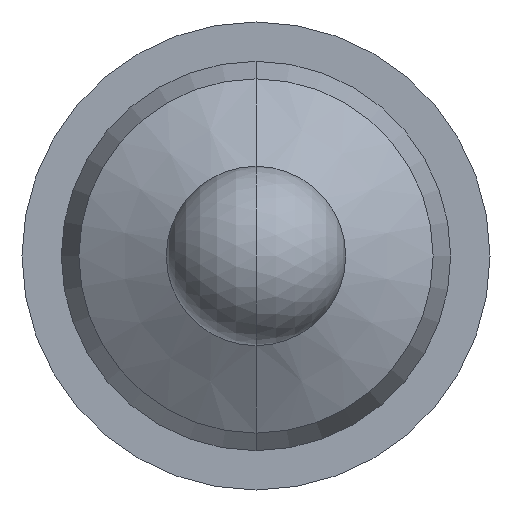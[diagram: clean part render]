
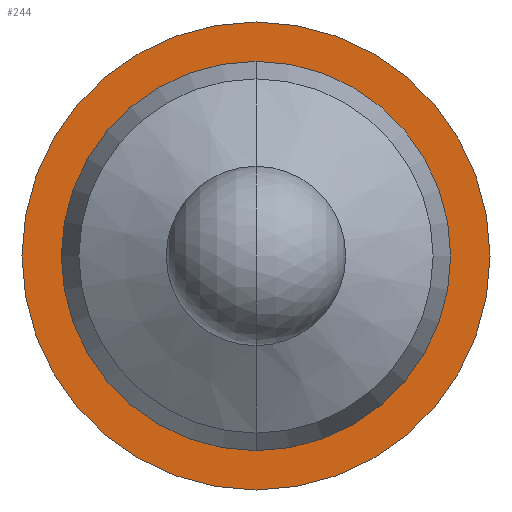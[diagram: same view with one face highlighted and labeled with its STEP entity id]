
A CAD part, front view. The second image highlights one B-rep face of the part: STEP entity #244.
In plain terms, the highlighted planar face has unit normal (0, -1, 0).
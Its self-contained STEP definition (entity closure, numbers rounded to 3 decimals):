
#9 = CIRCLE ( 'NONE', #434, 0.405 ) ;
#10 = VERTEX_POINT ( 'NONE', #259 ) ;
#15 = DIRECTION ( 'NONE',  ( 0., -1., 0. ) ) ;
#17 = ORIENTED_EDGE ( 'NONE', *, *, #386, .T. ) ;
#19 = CARTESIAN_POINT ( 'NONE',  ( 0., -0.25, 0. ) ) ;
#25 = AXIS2_PLACEMENT_3D ( 'NONE', #19, #15, #268 ) ;
#46 = CARTESIAN_POINT ( 'NONE',  ( 0., -0.25, 0. ) ) ;
#53 = EDGE_CURVE ( 'NONE', #278, #100, #250, .T. ) ;
#100 = VERTEX_POINT ( 'NONE', #357 ) ;
#114 = CIRCLE ( 'NONE', #25, 0.535 ) ;
#115 = CARTESIAN_POINT ( 'NONE',  ( 0., -0.25, 0. ) ) ;
#122 = FACE_OUTER_BOUND ( 'NONE', #152, .T. ) ;
#150 = CARTESIAN_POINT ( 'NONE',  ( 0., -0.25, 0.535 ) ) ;
#152 = EDGE_LOOP ( 'NONE', ( #403, #17 ) ) ;
#154 = DIRECTION ( 'NONE',  ( 0., -1., 0. ) ) ;
#156 = CARTESIAN_POINT ( 'NONE',  ( -0.535, -0.25, 0. ) ) ;
#167 = DIRECTION ( 'NONE',  ( 0., -1., 0. ) ) ;
#186 = CARTESIAN_POINT ( 'NONE',  ( 0., -0.25, 0.405 ) ) ;
#207 = AXIS2_PLACEMENT_3D ( 'NONE', #156, #418, #381 ) ;
#211 = CIRCLE ( 'NONE', #392, 0.535 ) ;
#238 = EDGE_CURVE ( 'NONE', #100, #278, #9, .T. ) ;
#244 = ADVANCED_FACE ( 'NONE', ( #407, #122 ), #261, .F. ) ;
#247 = EDGE_LOOP ( 'NONE', ( #462, #448 ) ) ;
#250 = CIRCLE ( 'NONE', #347, 0.405 ) ;
#254 = DIRECTION ( 'NONE',  ( 0., 0., -1. ) ) ;
#259 = CARTESIAN_POINT ( 'NONE',  ( 0., -0.25, -0.535 ) ) ;
#261 = PLANE ( 'NONE',  #207 ) ;
#266 = DIRECTION ( 'NONE',  ( 0., 0., -1. ) ) ;
#268 = DIRECTION ( 'NONE',  ( 0., 0., -1. ) ) ;
#278 = VERTEX_POINT ( 'NONE', #186 ) ;
#286 = EDGE_CURVE ( 'NONE', #10, #432, #114, .T. ) ;
#333 = DIRECTION ( 'NONE',  ( 0., -1., 0. ) ) ;
#347 = AXIS2_PLACEMENT_3D ( 'NONE', #352, #167, #266 ) ;
#352 = CARTESIAN_POINT ( 'NONE',  ( 0., -0.25, 0. ) ) ;
#357 = CARTESIAN_POINT ( 'NONE',  ( 0., -0.25, -0.405 ) ) ;
#381 = DIRECTION ( 'NONE',  ( 0., 0., 1. ) ) ;
#386 = EDGE_CURVE ( 'NONE', #432, #10, #211, .T. ) ;
#392 = AXIS2_PLACEMENT_3D ( 'NONE', #115, #333, #254 ) ;
#403 = ORIENTED_EDGE ( 'NONE', *, *, #286, .T. ) ;
#407 = FACE_BOUND ( 'NONE', #247, .T. ) ;
#418 = DIRECTION ( 'NONE',  ( 0., 1., 0. ) ) ;
#432 = VERTEX_POINT ( 'NONE', #150 ) ;
#434 = AXIS2_PLACEMENT_3D ( 'NONE', #46, #154, #445 ) ;
#445 = DIRECTION ( 'NONE',  ( 0., 0., -1. ) ) ;
#448 = ORIENTED_EDGE ( 'NONE', *, *, #53, .F. ) ;
#462 = ORIENTED_EDGE ( 'NONE', *, *, #238, .F. ) ;
